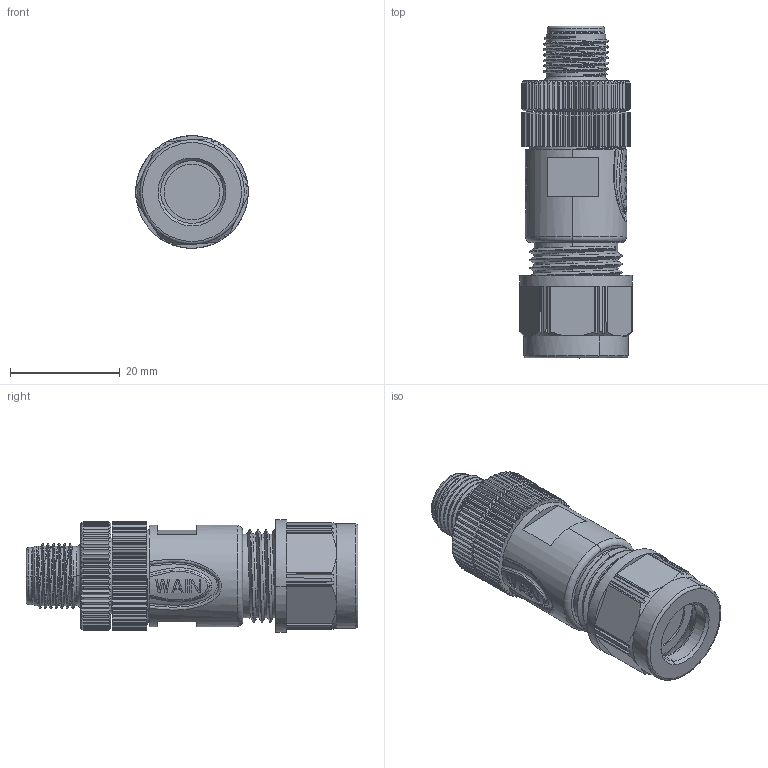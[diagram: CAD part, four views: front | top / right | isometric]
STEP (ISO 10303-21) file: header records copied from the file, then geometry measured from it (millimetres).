
FILE_DESCRIPTION(/* description */ (''),/* implementation_level */ '2;1');
FILE_NAME(/* name */ '3D_1630054111002_M12-M05B-T-D10_V1.0_stp.stp',/* time_stamp */ '2023-12-16T09:26:27+08:00',/* author */ (''),/* organization */ (''),/* preprocessor_version */ 'ST-DEVELOPER v18.1',/* originating_system */ 'SIEMENS PLM Software NX 1980',/* authorisation */ '');
FILE_SCHEMA (('AUTOMOTIVE_DESIGN { 1 0 10303 214 3 1 1 1 }'));
Length unit declared in the file: millimetre
Products named in the file (1): 3D_1630054111002_M12-M05B-T-D10_V1.0_stp
Bounding box: 20.5 x 60.4 x 20.5 mm (x, y, z)
Volume: 13578 mm3; surface area: 6021.3 mm2
Topology: 1 solids, 7 shells, 991 faces, 2648 edges, 1692 vertices
Faces by surface type: plane 432, cylinder 338, cone 167, bspline 28, torus 14, sphere 10, extrusion 2
Entity records: 38953 total; most frequent: CARTESIAN_POINT 15477, ORIENTED_EDGE 5276, DIRECTION 4432, EDGE_CURVE 2638, VERTEX_POINT 1692, AXIS2_PLACEMENT_3D 1689, VECTOR 1054, LINE 1052
